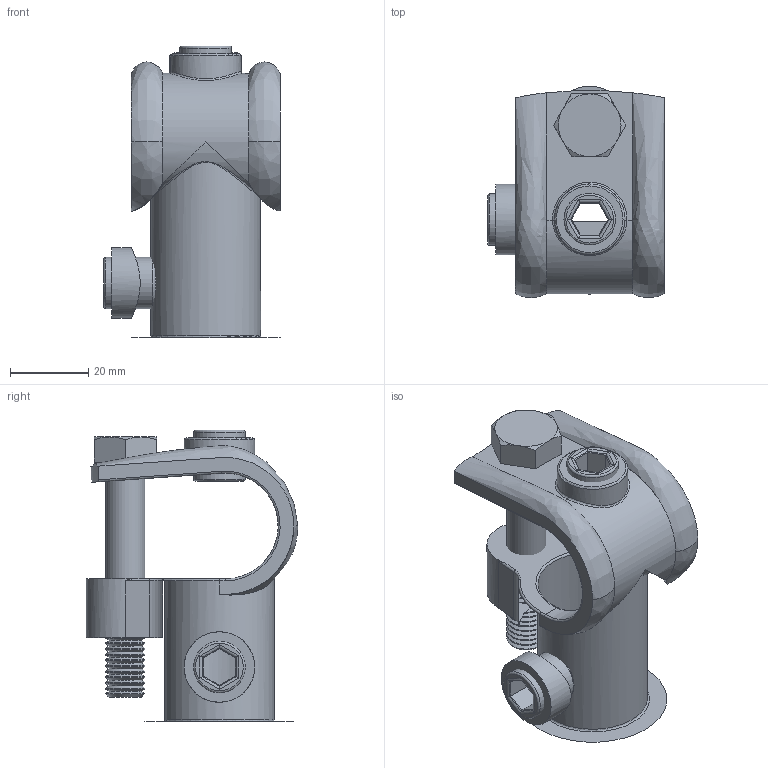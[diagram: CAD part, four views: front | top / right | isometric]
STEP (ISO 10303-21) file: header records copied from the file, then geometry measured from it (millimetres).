
FILE_DESCRIPTION (( 'STEP AP203' ), '1' );
FILE_NAME ('135-A27.step', '2021-11-24T12:26:54', ( '' ), ( '' ), 'SwSTEP 2.0', 'SolidWorks 2018', '' );
FILE_SCHEMA (( 'CONFIG_CONTROL_DESIGN' ));
Length unit declared in the file: millimetre
Products named in the file (8): 135-C42 Teil1_135-A27 Teil1; 135-A27; 135-A27 Teil2; 135-C42 Teil1; hex bolt gradeb_din; hex bolt gradeb_din_ISO 4015 - M10 x 60 x 26-S
Assembly tree (4 placements, depth 2):
  135-A27
    135-C42 Teil1_135-A27 Teil1
    135-A27 Teil2  x2
    hex bolt gradeb_din_ISO 4015 - M10 x 60 x 26-S
  135-A27 Teil2
  135-C42 Teil1
  hex bolt gradeb_din
  135-A27 Teil2
Bounding box: 45 x 54 x 74.46 mm (x, y, z)
Volume: 43288.1 mm3; surface area: 22698.8 mm2
Topology: 4 solids, 4 shells, 191 faces, 440 edges, 252 vertices
Faces by surface type: plane 65, cylinder 64, cone 43, torus 10, bspline 9
Full cylindrical faces by diameter (mm): 8.5 x1, 10 x19, 11.8 x2, 13 x1, 13.16 x2, 18 x2, 28 x1, 38 x1
Entity records: 6074 total; most frequent: CARTESIAN_POINT 2195, DIRECTION 652, ORIENTED_EDGE 576, EDGE_CURVE 288, AXIS2_PLACEMENT_3D 275, EDGE_LOOP 239, VERTEX_POINT 205, FACE_OUTER_BOUND 190
